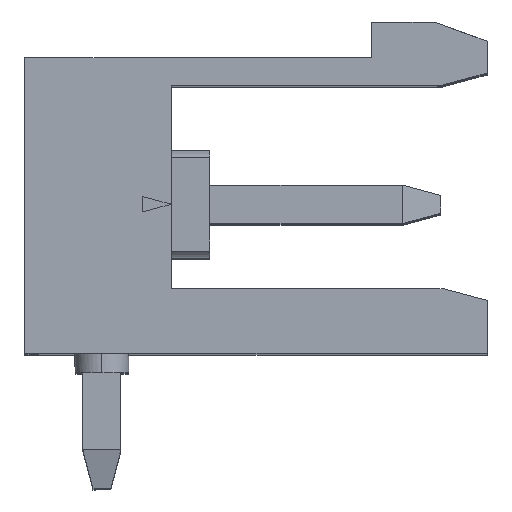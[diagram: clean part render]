
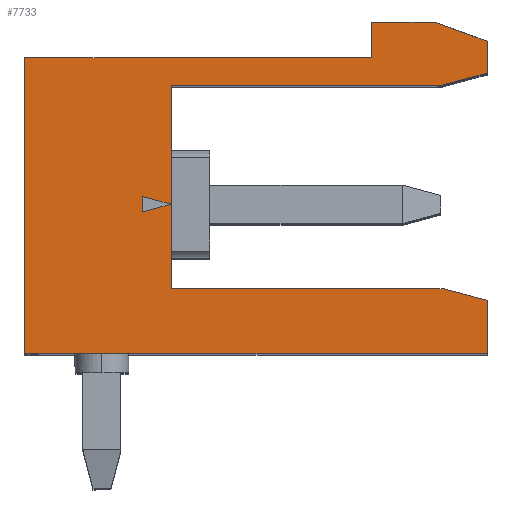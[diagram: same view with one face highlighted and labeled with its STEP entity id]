
A CAD part, top view. The second image highlights one B-rep face of the part: STEP entity #7733.
In plain terms, the highlighted planar face has unit normal (0, 0, 1).
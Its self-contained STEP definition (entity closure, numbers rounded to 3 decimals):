
#89 = DIRECTION ( 'NONE',  ( 0., 1., 0. ) ) ;
#95 = CARTESIAN_POINT ( 'NONE',  ( 0., 0., 0. ) ) ;
#177 = VERTEX_POINT ( 'NONE', #11495 ) ;
#187 = ORIENTED_EDGE ( 'NONE', *, *, #6975, .T. ) ;
#206 = VECTOR ( 'NONE', #7708, 1000. ) ;
#799 = EDGE_CURVE ( 'NONE', #8008, #7961, #2853, .T. ) ;
#887 = EDGE_CURVE ( 'NONE', #3117, #5826, #2998, .T. ) ;
#964 = EDGE_CURVE ( 'NONE', #1138, #8297, #3782, .T. ) ;
#991 = CARTESIAN_POINT ( 'NONE',  ( 10.837, 6.963, 0. ) ) ;
#1013 = CARTESIAN_POINT ( 'NONE',  ( 0., 6.8, 0. ) ) ;
#1101 = CARTESIAN_POINT ( 'NONE',  ( 3.05, 4.071, 0. ) ) ;
#1103 = VECTOR ( 'NONE', #3023, 1000. ) ;
#1115 = DIRECTION ( 'NONE',  ( -0.966, 0.259, 0. ) ) ;
#1138 = VERTEX_POINT ( 'NONE', #95 ) ;
#1149 = CARTESIAN_POINT ( 'NONE',  ( 3.05, 3.669, 0. ) ) ;
#1187 = DIRECTION ( 'NONE',  ( 0., 1., 0. ) ) ;
#1475 = DIRECTION ( 'NONE',  ( -1., 0., 0. ) ) ;
#1548 = VERTEX_POINT ( 'NONE', #4408 ) ;
#1597 = VECTOR ( 'NONE', #1187, 1000. ) ;
#1695 = VECTOR ( 'NONE', #3476, 1000. ) ;
#1758 = ORIENTED_EDGE ( 'NONE', *, *, #9659, .T. ) ;
#1914 = EDGE_CURVE ( 'NONE', #12444, #3117, #9411, .T. ) ;
#1981 = FACE_BOUND ( 'NONE', #2549, .T. ) ;
#2126 = CARTESIAN_POINT ( 'NONE',  ( 3.8, 3.87, 0. ) ) ;
#2173 = DIRECTION ( 'NONE',  ( 0., 0., 1. ) ) ;
#2510 = CARTESIAN_POINT ( 'NONE',  ( 3.8, 3.87, 0. ) ) ;
#2527 = VECTOR ( 'NONE', #10782, 1000. ) ;
#2549 = EDGE_LOOP ( 'NONE', ( #10201, #8832, #4397 ) ) ;
#2713 = LINE ( 'NONE', #7900, #5096 ) ;
#2853 = LINE ( 'NONE', #9821, #2527 ) ;
#2998 = LINE ( 'NONE', #6970, #5684 ) ;
#3018 = EDGE_CURVE ( 'NONE', #177, #7961, #5053, .T. ) ;
#3023 = DIRECTION ( 'NONE',  ( 0., 1., 0. ) ) ;
#3117 = VERTEX_POINT ( 'NONE', #1149 ) ;
#3235 = VECTOR ( 'NONE', #1115, 1000. ) ;
#3368 = DIRECTION ( 'NONE',  ( 1., 0., 0. ) ) ;
#3391 = DIRECTION ( 'NONE',  ( -0.966, -0.259, 0. ) ) ;
#3424 = ORIENTED_EDGE ( 'NONE', *, *, #6605, .T. ) ;
#3476 = DIRECTION ( 'NONE',  ( -0.966, -0.259, 0. ) ) ;
#3484 = AXIS2_PLACEMENT_3D ( 'NONE', #8193, #2173, #9219 ) ;
#3782 = LINE ( 'NONE', #1013, #1103 ) ;
#3897 = DIRECTION ( 'NONE',  ( 1., 0., 0. ) ) ;
#3979 = ORIENTED_EDGE ( 'NONE', *, *, #4958, .F. ) ;
#4013 = ORIENTED_EDGE ( 'NONE', *, *, #5346, .T. ) ;
#4091 = ORIENTED_EDGE ( 'NONE', *, *, #7453, .T. ) ;
#4150 = VERTEX_POINT ( 'NONE', #991 ) ;
#4155 = PLANE ( 'NONE',  #3484 ) ;
#4266 = VECTOR ( 'NONE', #89, 1000. ) ;
#4333 = FACE_OUTER_BOUND ( 'NONE', #12503, .T. ) ;
#4397 = ORIENTED_EDGE ( 'NONE', *, *, #1914, .T. ) ;
#4408 = CARTESIAN_POINT ( 'NONE',  ( 12., 1.37, 0. ) ) ;
#4808 = ORIENTED_EDGE ( 'NONE', *, *, #5182, .F. ) ;
#4878 = EDGE_CURVE ( 'NONE', #11013, #1138, #7759, .T. ) ;
#4954 = EDGE_CURVE ( 'NONE', #12718, #12478, #12312, .T. ) ;
#4958 = EDGE_CURVE ( 'NONE', #9913, #5073, #6987, .T. ) ;
#5053 = LINE ( 'NONE', #10142, #7405 ) ;
#5073 = VERTEX_POINT ( 'NONE', #10341 ) ;
#5096 = VECTOR ( 'NONE', #3897, 1000. ) ;
#5182 = EDGE_CURVE ( 'NONE', #177, #4150, #10721, .T. ) ;
#5346 = EDGE_CURVE ( 'NONE', #9913, #8297, #8261, .T. ) ;
#5374 = VECTOR ( 'NONE', #3391, 1000. ) ;
#5510 = ORIENTED_EDGE ( 'NONE', *, *, #4878, .F. ) ;
#5546 = ORIENTED_EDGE ( 'NONE', *, *, #799, .F. ) ;
#5684 = VECTOR ( 'NONE', #10962, 1000. ) ;
#5826 = VERTEX_POINT ( 'NONE', #1101 ) ;
#6147 = CARTESIAN_POINT ( 'NONE',  ( 12., -37.773, 0. ) ) ;
#6230 = CARTESIAN_POINT ( 'NONE',  ( 3.8, -37.773, 0. ) ) ;
#6605 = EDGE_CURVE ( 'NONE', #11013, #1548, #11980, .T. ) ;
#6643 = LINE ( 'NONE', #8392, #9022 ) ;
#6680 = CARTESIAN_POINT ( 'NONE',  ( 3.8, 1.67, 0. ) ) ;
#6696 = CARTESIAN_POINT ( 'NONE',  ( -36.627, 7.67, 0. ) ) ;
#6822 = CARTESIAN_POINT ( 'NONE',  ( 10.88, 1.67, 0. ) ) ;
#6970 = CARTESIAN_POINT ( 'NONE',  ( 3.05, -37.773, 0. ) ) ;
#6975 = EDGE_CURVE ( 'NONE', #8647, #12718, #7825, .T. ) ;
#6987 = LINE ( 'NONE', #10180, #9320 ) ;
#7199 = CARTESIAN_POINT ( 'NONE',  ( 3.8, 6.963, 0. ) ) ;
#7405 = VECTOR ( 'NONE', #11160, 1000. ) ;
#7453 = EDGE_CURVE ( 'NONE', #1548, #8647, #8602, .T. ) ;
#7700 = CARTESIAN_POINT ( 'NONE',  ( 10.626, 8.6, 0. ) ) ;
#7708 = DIRECTION ( 'NONE',  ( -1., 0., 0. ) ) ;
#7733 = ADVANCED_FACE ( 'NONE', ( #1981, #4333 ), #4155, .T. ) ;
#7759 = LINE ( 'NONE', #7991, #10419 ) ;
#7825 = LINE ( 'NONE', #8568, #12861 ) ;
#7874 = ORIENTED_EDGE ( 'NONE', *, *, #4954, .T. ) ;
#7900 = CARTESIAN_POINT ( 'NONE',  ( 10.8, 8.6, 0. ) ) ;
#7961 = VERTEX_POINT ( 'NONE', #8625 ) ;
#7991 = CARTESIAN_POINT ( 'NONE',  ( 1.5, 0., 0. ) ) ;
#8008 = VERTEX_POINT ( 'NONE', #7700 ) ;
#8011 = ORIENTED_EDGE ( 'NONE', *, *, #3018, .T. ) ;
#8193 = CARTESIAN_POINT ( 'NONE',  ( -36.627, -37.773, 0. ) ) ;
#8261 = LINE ( 'NONE', #6696, #206 ) ;
#8297 = VERTEX_POINT ( 'NONE', #11043 ) ;
#8392 = CARTESIAN_POINT ( 'NONE',  ( -36.627, 6.963, 0. ) ) ;
#8568 = CARTESIAN_POINT ( 'NONE',  ( -36.627, 1.67, 0. ) ) ;
#8602 = LINE ( 'NONE', #10226, #3235 ) ;
#8625 = CARTESIAN_POINT ( 'NONE',  ( 12., 8.1, 0. ) ) ;
#8647 = VERTEX_POINT ( 'NONE', #6822 ) ;
#8728 = EDGE_CURVE ( 'NONE', #5073, #8008, #2713, .T. ) ;
#8832 = ORIENTED_EDGE ( 'NONE', *, *, #9398, .T. ) ;
#9022 = VECTOR ( 'NONE', #3368, 1000. ) ;
#9105 = ORIENTED_EDGE ( 'NONE', *, *, #8728, .F. ) ;
#9219 = DIRECTION ( 'NONE',  ( 1., 0., 0. ) ) ;
#9260 = DIRECTION ( 'NONE',  ( 0., 1., 0. ) ) ;
#9283 = CARTESIAN_POINT ( 'NONE',  ( 12., 0., 0. ) ) ;
#9320 = VECTOR ( 'NONE', #9260, 1000. ) ;
#9398 = EDGE_CURVE ( 'NONE', #5826, #12444, #12488, .T. ) ;
#9411 = LINE ( 'NONE', #2510, #1695 ) ;
#9659 = EDGE_CURVE ( 'NONE', #12478, #4150, #6643, .T. ) ;
#9821 = CARTESIAN_POINT ( 'NONE',  ( 11.313, 8.35, 0. ) ) ;
#9904 = CARTESIAN_POINT ( 'NONE',  ( 9., 7.67, 0. ) ) ;
#9913 = VERTEX_POINT ( 'NONE', #9904 ) ;
#10065 = DIRECTION ( 'NONE',  ( -1., 0., 0. ) ) ;
#10142 = CARTESIAN_POINT ( 'NONE',  ( 12., -37.773, 0. ) ) ;
#10180 = CARTESIAN_POINT ( 'NONE',  ( 9., 8.6, 0. ) ) ;
#10201 = ORIENTED_EDGE ( 'NONE', *, *, #887, .T. ) ;
#10226 = CARTESIAN_POINT ( 'NONE',  ( 12., 1.37, 0. ) ) ;
#10341 = CARTESIAN_POINT ( 'NONE',  ( 9., 8.6, 0. ) ) ;
#10419 = VECTOR ( 'NONE', #10065, 1000. ) ;
#10721 = LINE ( 'NONE', #11400, #5374 ) ;
#10782 = DIRECTION ( 'NONE',  ( 0.94, -0.342, 0. ) ) ;
#10962 = DIRECTION ( 'NONE',  ( 0., 1., 0. ) ) ;
#11013 = VERTEX_POINT ( 'NONE', #9283 ) ;
#11043 = CARTESIAN_POINT ( 'NONE',  ( 0., 7.67, 0. ) ) ;
#11160 = DIRECTION ( 'NONE',  ( 0., 1., 0. ) ) ;
#11400 = CARTESIAN_POINT ( 'NONE',  ( 10.842, 6.965, 0. ) ) ;
#11495 = CARTESIAN_POINT ( 'NONE',  ( 12., 7.275, 0. ) ) ;
#11926 = CARTESIAN_POINT ( 'NONE',  ( 3.05, 4.071, 0. ) ) ;
#11934 = ORIENTED_EDGE ( 'NONE', *, *, #964, .F. ) ;
#11980 = LINE ( 'NONE', #6147, #4266 ) ;
#12188 = VECTOR ( 'NONE', #12901, 1000. ) ;
#12312 = LINE ( 'NONE', #6230, #1597 ) ;
#12444 = VERTEX_POINT ( 'NONE', #2126 ) ;
#12478 = VERTEX_POINT ( 'NONE', #7199 ) ;
#12488 = LINE ( 'NONE', #11926, #12188 ) ;
#12503 = EDGE_LOOP ( 'NONE', ( #4091, #187, #7874, #1758, #4808, #8011, #5546, #9105, #3979, #4013, #11934, #5510, #3424 ) ) ;
#12718 = VERTEX_POINT ( 'NONE', #6680 ) ;
#12861 = VECTOR ( 'NONE', #1475, 1000. ) ;
#12901 = DIRECTION ( 'NONE',  ( 0.966, -0.259, 0. ) ) ;
